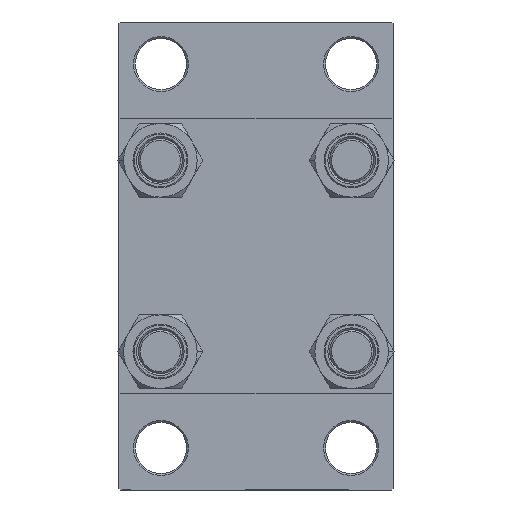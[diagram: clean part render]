
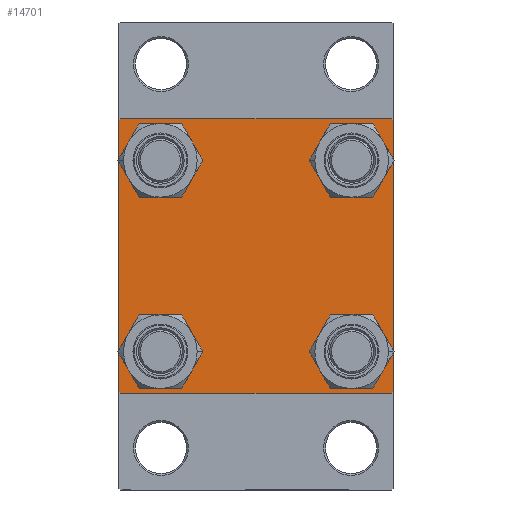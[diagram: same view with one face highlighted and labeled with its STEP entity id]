
A CAD part, left-side view. The second image highlights one B-rep face of the part: STEP entity #14701.
In plain terms, the highlighted planar face has unit normal (-1, 0, 0).
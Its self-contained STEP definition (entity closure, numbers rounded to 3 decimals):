
#16 = FACE_OUTER_BOUND ( 'NONE', #9698, .T. ) ;
#2190 = EDGE_CURVE ( 'NONE', #18610, #11956, #25055, .T. ) ;
#2555 = DIRECTION ( 'NONE',  ( 0., 0., -1. ) ) ;
#2852 = EDGE_CURVE ( 'NONE', #18610, #12528, #39235, .T. ) ;
#3007 = CARTESIAN_POINT ( 'NONE',  ( 0., -37.5, -37. ) ) ;
#3662 = CARTESIAN_POINT ( 'NONE',  ( 0., 0., 0. ) ) ;
#3775 = CARTESIAN_POINT ( 'NONE',  ( 0., 37.5, 37. ) ) ;
#4704 = VERTEX_POINT ( 'NONE', #28480 ) ;
#4821 = VERTEX_POINT ( 'NONE', #21690 ) ;
#4918 = ORIENTED_EDGE ( 'NONE', *, *, #13182, .T. ) ;
#5147 = EDGE_CURVE ( 'NONE', #22666, #21159, #26373, .T. ) ;
#6143 = DIRECTION ( 'NONE',  ( 0., 0., 1. ) ) ;
#6772 = EDGE_LOOP ( 'NONE', ( #17792, #20710 ) ) ;
#6803 = AXIS2_PLACEMENT_3D ( 'NONE', #38843, #28175, #6143 ) ;
#6921 = CARTESIAN_POINT ( 'NONE',  ( 0., -26.15, 32.65 ) ) ;
#7080 = CARTESIAN_POINT ( 'NONE',  ( 0., 37.25, 37.25 ) ) ;
#7129 = CIRCLE ( 'NONE', #13315, 6.5 ) ;
#8041 = EDGE_CURVE ( 'NONE', #26746, #19745, #7129, .T. ) ;
#8612 = VECTOR ( 'NONE', #46384, 1000. ) ;
#9474 = CARTESIAN_POINT ( 'NONE',  ( 0., -37.25, 37.25 ) ) ;
#9475 = EDGE_CURVE ( 'NONE', #22729, #32185, #43518, .T. ) ;
#9698 = EDGE_LOOP ( 'NONE', ( #15350, #40600, #19938, #14203, #30966, #35138, #22669, #22890 ) ) ;
#10498 = LINE ( 'NONE', #40029, #25884 ) ;
#10897 = VERTEX_POINT ( 'NONE', #20964 ) ;
#11165 = DIRECTION ( 'NONE',  ( 1., 0., 0. ) ) ;
#11177 = CARTESIAN_POINT ( 'NONE',  ( 0., 26.15, -32.65 ) ) ;
#11520 = ORIENTED_EDGE ( 'NONE', *, *, #8041, .T. ) ;
#11655 = EDGE_CURVE ( 'NONE', #19745, #26746, #37438, .T. ) ;
#11956 = VERTEX_POINT ( 'NONE', #3007 ) ;
#12228 = CARTESIAN_POINT ( 'NONE',  ( 0., -37., 37.5 ) ) ;
#12350 = VECTOR ( 'NONE', #24229, 1000. ) ;
#12494 = DIRECTION ( 'NONE',  ( 0., -1., 0. ) ) ;
#12528 = VERTEX_POINT ( 'NONE', #12228 ) ;
#12889 = CARTESIAN_POINT ( 'NONE',  ( 0., -37.5, 37. ) ) ;
#13017 = EDGE_CURVE ( 'NONE', #32185, #22729, #18891, .T. ) ;
#13182 = EDGE_CURVE ( 'NONE', #4704, #40759, #16587, .T. ) ;
#13314 = DIRECTION ( 'NONE',  ( 1., 0., 0. ) ) ;
#13315 = AXIS2_PLACEMENT_3D ( 'NONE', #42129, #23716, #46241 ) ;
#13324 = EDGE_LOOP ( 'NONE', ( #4918, #27701 ) ) ;
#13455 = CARTESIAN_POINT ( 'NONE',  ( 0., -37.5, 37.5 ) ) ;
#13487 = VERTEX_POINT ( 'NONE', #3775 ) ;
#13620 = EDGE_CURVE ( 'NONE', #13487, #42609, #10498, .T. ) ;
#14068 = FACE_BOUND ( 'NONE', #31748, .T. ) ;
#14095 = EDGE_LOOP ( 'NONE', ( #31649, #11520 ) ) ;
#14203 = ORIENTED_EDGE ( 'NONE', *, *, #37830, .T. ) ;
#14308 = FACE_BOUND ( 'NONE', #14095, .T. ) ;
#14701 = ADVANCED_FACE ( 'NONE', ( #14068, #32453, #14308, #33172, #16 ), #43367, .T. ) ;
#14764 = EDGE_CURVE ( 'NONE', #40759, #4704, #24250, .T. ) ;
#15029 = AXIS2_PLACEMENT_3D ( 'NONE', #45566, #20598, #38531 ) ;
#15350 = ORIENTED_EDGE ( 'NONE', *, *, #13620, .T. ) ;
#15400 = CARTESIAN_POINT ( 'NONE',  ( 0., 37., 37.5 ) ) ;
#15544 = AXIS2_PLACEMENT_3D ( 'NONE', #41719, #16520, #19900 ) ;
#16136 = DIRECTION ( 'NONE',  ( 1., 0., 0. ) ) ;
#16493 = EDGE_CURVE ( 'NONE', #27254, #13487, #36610, .T. ) ;
#16520 = DIRECTION ( 'NONE',  ( 1., 0., 0. ) ) ;
#16587 = CIRCLE ( 'NONE', #19651, 6.5 ) ;
#16822 = CARTESIAN_POINT ( 'NONE',  ( 0., -37.25, -37.25 ) ) ;
#17557 = DIRECTION ( 'NONE',  ( 0., -1., 0. ) ) ;
#17792 = ORIENTED_EDGE ( 'NONE', *, *, #5147, .T. ) ;
#17979 = DIRECTION ( 'NONE',  ( 0., 0., -1. ) ) ;
#18159 = AXIS2_PLACEMENT_3D ( 'NONE', #43844, #11165, #47731 ) ;
#18610 = VERTEX_POINT ( 'NONE', #12889 ) ;
#18793 = AXIS2_PLACEMENT_3D ( 'NONE', #43501, #39870, #32590 ) ;
#18891 = CIRCLE ( 'NONE', #15029, 6.5 ) ;
#19071 = VECTOR ( 'NONE', #17557, 1000. ) ;
#19256 = CARTESIAN_POINT ( 'NONE',  ( 0., -26.15, 19.65 ) ) ;
#19296 = DIRECTION ( 'NONE',  ( 0., 0., 1. ) ) ;
#19651 = AXIS2_PLACEMENT_3D ( 'NONE', #34309, #16136, #19296 ) ;
#19745 = VERTEX_POINT ( 'NONE', #19839 ) ;
#19839 = CARTESIAN_POINT ( 'NONE',  ( 0., 26.15, -19.65 ) ) ;
#19900 = DIRECTION ( 'NONE',  ( 0., 0., 1. ) ) ;
#19938 = ORIENTED_EDGE ( 'NONE', *, *, #27219, .T. ) ;
#20598 = DIRECTION ( 'NONE',  ( 1., 0., 0. ) ) ;
#20710 = ORIENTED_EDGE ( 'NONE', *, *, #29621, .T. ) ;
#20964 = CARTESIAN_POINT ( 'NONE',  ( 0., 37., -37.5 ) ) ;
#20965 = CARTESIAN_POINT ( 'NONE',  ( 0., 37.5, 37.5 ) ) ;
#21159 = VERTEX_POINT ( 'NONE', #33930 ) ;
#21564 = DIRECTION ( 'NONE',  ( -1., 0., 0. ) ) ;
#21690 = CARTESIAN_POINT ( 'NONE',  ( 0., -37., -37.5 ) ) ;
#21796 = EDGE_CURVE ( 'NONE', #42609, #10897, #44975, .T. ) ;
#22308 = DIRECTION ( 'NONE',  ( 0., 0.707, -0.707 ) ) ;
#22666 = VERTEX_POINT ( 'NONE', #42776 ) ;
#22669 = ORIENTED_EDGE ( 'NONE', *, *, #23456, .F. ) ;
#22729 = VERTEX_POINT ( 'NONE', #6921 ) ;
#22890 = ORIENTED_EDGE ( 'NONE', *, *, #16493, .T. ) ;
#23068 = ORIENTED_EDGE ( 'NONE', *, *, #13017, .T. ) ;
#23456 = EDGE_CURVE ( 'NONE', #27254, #12528, #46421, .T. ) ;
#23716 = DIRECTION ( 'NONE',  ( 1., 0., 0. ) ) ;
#24120 = DIRECTION ( 'NONE',  ( 0., -0.707, -0.707 ) ) ;
#24229 = DIRECTION ( 'NONE',  ( 0., 0.707, 0.707 ) ) ;
#24250 = CIRCLE ( 'NONE', #18159, 6.5 ) ;
#25055 = LINE ( 'NONE', #13455, #28580 ) ;
#25884 = VECTOR ( 'NONE', #17979, 1000. ) ;
#26373 = CIRCLE ( 'NONE', #15544, 6.5 ) ;
#26746 = VERTEX_POINT ( 'NONE', #11177 ) ;
#27219 = EDGE_CURVE ( 'NONE', #10897, #4821, #37678, .T. ) ;
#27254 = VERTEX_POINT ( 'NONE', #15400 ) ;
#27701 = ORIENTED_EDGE ( 'NONE', *, *, #14764, .T. ) ;
#28074 = DIRECTION ( 'NONE',  ( 0., 0., 1. ) ) ;
#28175 = DIRECTION ( 'NONE',  ( 1., 0., 0. ) ) ;
#28480 = CARTESIAN_POINT ( 'NONE',  ( 0., 26.15, 32.65 ) ) ;
#28580 = VECTOR ( 'NONE', #2555, 1000. ) ;
#29621 = EDGE_CURVE ( 'NONE', #21159, #22666, #46994, .T. ) ;
#30966 = ORIENTED_EDGE ( 'NONE', *, *, #2190, .F. ) ;
#31649 = ORIENTED_EDGE ( 'NONE', *, *, #11655, .T. ) ;
#31748 = EDGE_LOOP ( 'NONE', ( #39475, #23068 ) ) ;
#32185 = VERTEX_POINT ( 'NONE', #19256 ) ;
#32193 = VECTOR ( 'NONE', #24120, 1000. ) ;
#32326 = VECTOR ( 'NONE', #12494, 1000. ) ;
#32453 = FACE_BOUND ( 'NONE', #6772, .T. ) ;
#32590 = DIRECTION ( 'NONE',  ( 0., 0., 1. ) ) ;
#32935 = DIRECTION ( 'NONE',  ( 0., 0., 1. ) ) ;
#33172 = FACE_BOUND ( 'NONE', #13324, .T. ) ;
#33930 = CARTESIAN_POINT ( 'NONE',  ( 0., -26.15, -32.65 ) ) ;
#34309 = CARTESIAN_POINT ( 'NONE',  ( 0., 26.15, 26.15 ) ) ;
#35109 = AXIS2_PLACEMENT_3D ( 'NONE', #38980, #13314, #28074 ) ;
#35138 = ORIENTED_EDGE ( 'NONE', *, *, #2852, .T. ) ;
#36610 = LINE ( 'NONE', #7080, #38249 ) ;
#37438 = CIRCLE ( 'NONE', #35109, 6.5 ) ;
#37678 = LINE ( 'NONE', #45432, #32326 ) ;
#37830 = EDGE_CURVE ( 'NONE', #4821, #11956, #42504, .T. ) ;
#38249 = VECTOR ( 'NONE', #22308, 1000. ) ;
#38531 = DIRECTION ( 'NONE',  ( 0., 0., 1. ) ) ;
#38843 = CARTESIAN_POINT ( 'NONE',  ( 0., -26.15, -26.15 ) ) ;
#38980 = CARTESIAN_POINT ( 'NONE',  ( 0., 26.15, -26.15 ) ) ;
#39235 = LINE ( 'NONE', #9474, #12350 ) ;
#39475 = ORIENTED_EDGE ( 'NONE', *, *, #9475, .T. ) ;
#39870 = DIRECTION ( 'NONE',  ( 1., 0., 0. ) ) ;
#40029 = CARTESIAN_POINT ( 'NONE',  ( 0., 37.5, 37.5 ) ) ;
#40600 = ORIENTED_EDGE ( 'NONE', *, *, #21796, .T. ) ;
#40759 = VERTEX_POINT ( 'NONE', #41620 ) ;
#41620 = CARTESIAN_POINT ( 'NONE',  ( 0., 26.15, 19.65 ) ) ;
#41719 = CARTESIAN_POINT ( 'NONE',  ( 0., -26.15, -26.15 ) ) ;
#42129 = CARTESIAN_POINT ( 'NONE',  ( 0., 26.15, -26.15 ) ) ;
#42504 = LINE ( 'NONE', #16822, #8612 ) ;
#42522 = CARTESIAN_POINT ( 'NONE',  ( 0., 37.5, -37. ) ) ;
#42609 = VERTEX_POINT ( 'NONE', #42522 ) ;
#42776 = CARTESIAN_POINT ( 'NONE',  ( 0., -26.15, -19.65 ) ) ;
#43367 = PLANE ( 'NONE',  #45152 ) ;
#43501 = CARTESIAN_POINT ( 'NONE',  ( 0., -26.15, 26.15 ) ) ;
#43518 = CIRCLE ( 'NONE', #18793, 6.5 ) ;
#43844 = CARTESIAN_POINT ( 'NONE',  ( 0., 26.15, 26.15 ) ) ;
#44975 = LINE ( 'NONE', #46872, #32193 ) ;
#45152 = AXIS2_PLACEMENT_3D ( 'NONE', #3662, #21564, #32935 ) ;
#45432 = CARTESIAN_POINT ( 'NONE',  ( 0., 37.5, -37.5 ) ) ;
#45566 = CARTESIAN_POINT ( 'NONE',  ( 0., -26.15, 26.15 ) ) ;
#46241 = DIRECTION ( 'NONE',  ( 0., 0., 1. ) ) ;
#46384 = DIRECTION ( 'NONE',  ( 0., -0.707, 0.707 ) ) ;
#46421 = LINE ( 'NONE', #20965, #19071 ) ;
#46872 = CARTESIAN_POINT ( 'NONE',  ( 0., 37.25, -37.25 ) ) ;
#46994 = CIRCLE ( 'NONE', #6803, 6.5 ) ;
#47731 = DIRECTION ( 'NONE',  ( 0., 0., 1. ) ) ;
